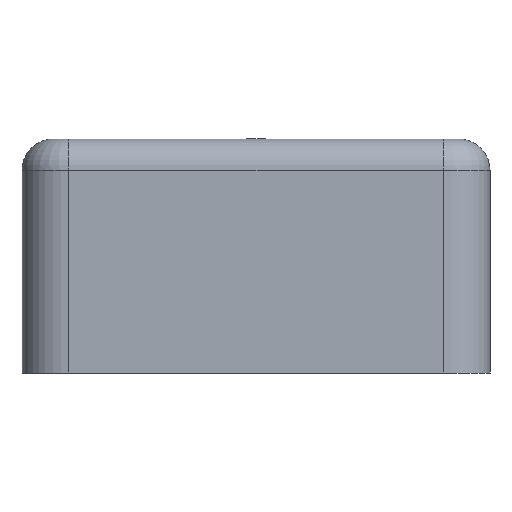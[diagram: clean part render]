
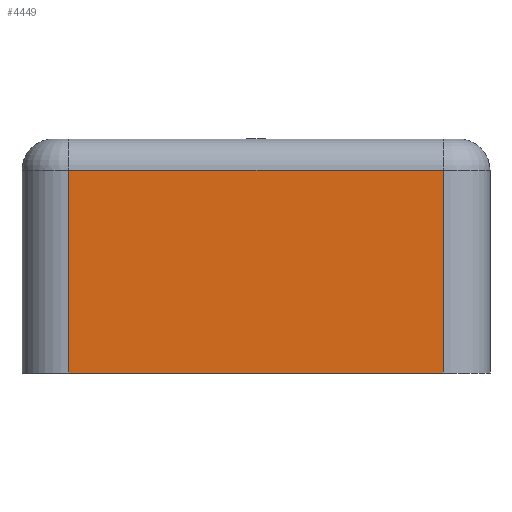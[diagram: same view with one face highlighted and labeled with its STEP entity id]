
A CAD part, left-side view. The second image highlights one B-rep face of the part: STEP entity #4449.
In plain terms, the highlighted planar face has unit normal (-1, 0, 0).
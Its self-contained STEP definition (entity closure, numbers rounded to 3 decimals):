
#47 = DIRECTION ( 'NONE',  ( 0., 1., 0. ) ) ;
#150 = CARTESIAN_POINT ( 'NONE',  ( -30., 12., 0. ) ) ;
#186 = CARTESIAN_POINT ( 'NONE',  ( -30., 12., 13. ) ) ;
#350 = VECTOR ( 'NONE', #3094, 1000. ) ;
#563 = CARTESIAN_POINT ( 'NONE',  ( -30., -12., 13. ) ) ;
#941 = VECTOR ( 'NONE', #2277, 1000. ) ;
#986 = VERTEX_POINT ( 'NONE', #563 ) ;
#1102 = PLANE ( 'NONE',  #3881 ) ;
#1197 = VERTEX_POINT ( 'NONE', #150 ) ;
#1675 = CARTESIAN_POINT ( 'NONE',  ( -30., -12., 15. ) ) ;
#1928 = EDGE_CURVE ( 'NONE', #986, #7002, #5541, .T. ) ;
#2063 = DIRECTION ( 'NONE',  ( 1., 0., 0. ) ) ;
#2230 = CARTESIAN_POINT ( 'NONE',  ( -30., 12., 15. ) ) ;
#2277 = DIRECTION ( 'NONE',  ( 0., 0., -1. ) ) ;
#2762 = LINE ( 'NONE', #2794, #3206 ) ;
#2794 = CARTESIAN_POINT ( 'NONE',  ( -30., -12., 13. ) ) ;
#2870 = LINE ( 'NONE', #2230, #4002 ) ;
#2989 = CARTESIAN_POINT ( 'NONE',  ( -30., -12., 0. ) ) ;
#3094 = DIRECTION ( 'NONE',  ( 0., -1., 0. ) ) ;
#3131 = LINE ( 'NONE', #6288, #350 ) ;
#3155 = EDGE_LOOP ( 'NONE', ( #3326, #6582, #3190, #4429 ) ) ;
#3190 = ORIENTED_EDGE ( 'NONE', *, *, #5115, .T. ) ;
#3206 = VECTOR ( 'NONE', #47, 1000. ) ;
#3326 = ORIENTED_EDGE ( 'NONE', *, *, #1928, .F. ) ;
#3739 = CARTESIAN_POINT ( 'NONE',  ( -30., -12., 15. ) ) ;
#3837 = DIRECTION ( 'NONE',  ( 0., 0., -1. ) ) ;
#3881 = AXIS2_PLACEMENT_3D ( 'NONE', #3739, #2063, #3837 ) ;
#4002 = VECTOR ( 'NONE', #5563, 1000. ) ;
#4048 = VERTEX_POINT ( 'NONE', #186 ) ;
#4429 = ORIENTED_EDGE ( 'NONE', *, *, #6944, .T. ) ;
#4449 = ADVANCED_FACE ( 'NONE', ( #6464 ), #1102, .F. ) ;
#5115 = EDGE_CURVE ( 'NONE', #4048, #1197, #2870, .T. ) ;
#5425 = EDGE_CURVE ( 'NONE', #986, #4048, #2762, .T. ) ;
#5541 = LINE ( 'NONE', #1675, #941 ) ;
#5563 = DIRECTION ( 'NONE',  ( 0., 0., -1. ) ) ;
#6288 = CARTESIAN_POINT ( 'NONE',  ( -30., -12., 0. ) ) ;
#6464 = FACE_OUTER_BOUND ( 'NONE', #3155, .T. ) ;
#6582 = ORIENTED_EDGE ( 'NONE', *, *, #5425, .T. ) ;
#6944 = EDGE_CURVE ( 'NONE', #1197, #7002, #3131, .T. ) ;
#7002 = VERTEX_POINT ( 'NONE', #2989 ) ;
